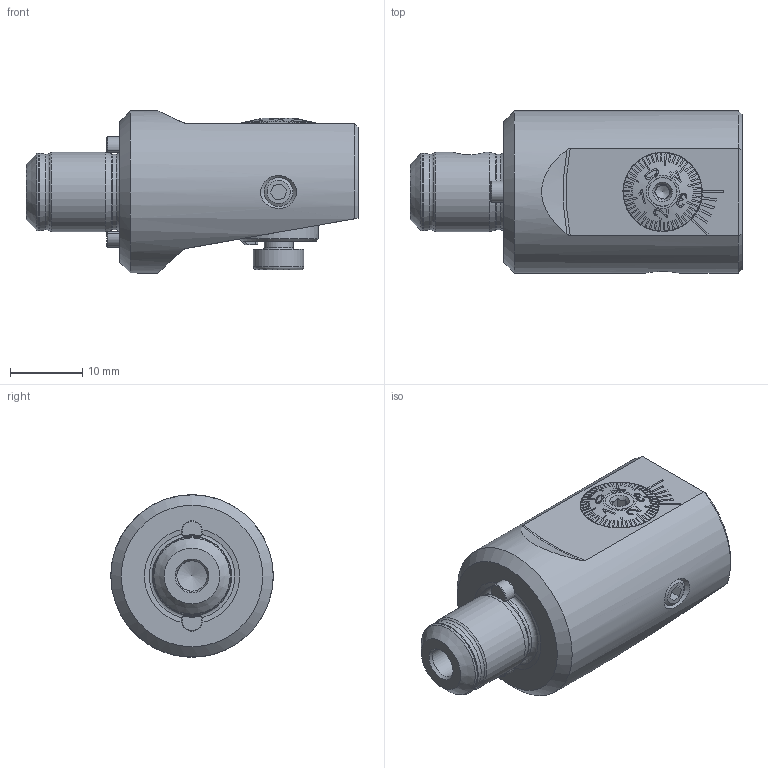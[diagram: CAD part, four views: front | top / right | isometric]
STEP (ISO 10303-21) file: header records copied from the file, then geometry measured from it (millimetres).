
FILE_DESCRIPTION (( 'STEP AP214' ), '1' );
FILE_NAME ('ST1.F20.AA4.035.STEP', '2020-09-03T11:24:47', ( '' ), ( '' ), 'SwSTEP 2.0', 'SolidWorks 2017', '' );
FILE_SCHEMA (( 'AUTOMOTIVE_DESIGN' ));
Length unit declared in the file: millimetre
Products named in the file (16): F20-BG2.008.009_A; F20-BG2.011.004_A; DIN 7984 - M4 x 6_PreviewCfg; ST1-F20.AA3.035_A_bohrungen verschlossen; DIN 3771 - 11x1_x; F20-BG1.AA3.011_A_Standart ; ISO 4762 - M1.4 x 6; Klebstoff D4; ST1.F20.AA4.035; F20-BG1.AA4.011_verstellbar; F20-BG2.011.003_A; F20-BG1.008.006_B; ST1-ER2.001.005_A; ISO 4026 - M4 x 4; F20-BG2.007.006_A; F20-BG3.004.018_A
Assembly tree (16 placements, depth 3):
  ST1.F20.AA4.035
    ST1-F20.AA3.035_A_bohrungen verschlossen
    F20-BG1.AA4.011_verstellbar
      F20-BG1.AA3.011_A_Standart 
      F20-BG2.008.009_A
      F20-BG2.011.003_A
      DIN 3771 - 11x1_x
      F20-BG2.007.006_A
      F20-BG2.011.004_A
      F20-BG1.008.006_B
    F20-BG3.004.018_A
    Klebstoff D4
    DIN 7984 - M4 x 6_PreviewCfg
    ISO 4762 - M1.4 x 6
    ISO 4026 - M4 x 4
    ST1-ER2.001.005_A  x2
Bounding box: 46 x 22.5 x 22.5 mm (x, y, z)
Volume: 11491.8 mm3; surface area: 7409.7 mm2
Topology: 15 solids, 15 shells, 544 faces, 1409 edges, 909 vertices
Faces by surface type: plane 294, cone 118, cylinder 70, bspline 36, torus 26
Full cylindrical faces by diameter (mm): 1.08 x1, 1.4 x1, 1.5 x2, 1.8 x4, 1.9 x1, 2.1 x6, 2.5 x1, 2.6 x1, 3 x2, 3.3 x2, 3.95 x2, 4 x8, 4.2 x1, 4.5 x1, 5.4 x1, 5.7 x1, 6 x2, 6.2 x1, 6.5 x1, 7 x1, 8 x4, 8.65 x1, 10.5 x1, 10.8 x1, 10.85 x1, 10.98 x1, 11 x4, 22.5 x1
Entity records: 21825 total; most frequent: CARTESIAN_POINT 6355, ORIENTED_EDGE 2432, DIRECTION 2045, EDGE_CURVE 1216, VERTEX_POINT 852, AXIS2_PLACEMENT_3D 806, EDGE_LOOP 690, FACE_OUTER_BOUND 603
